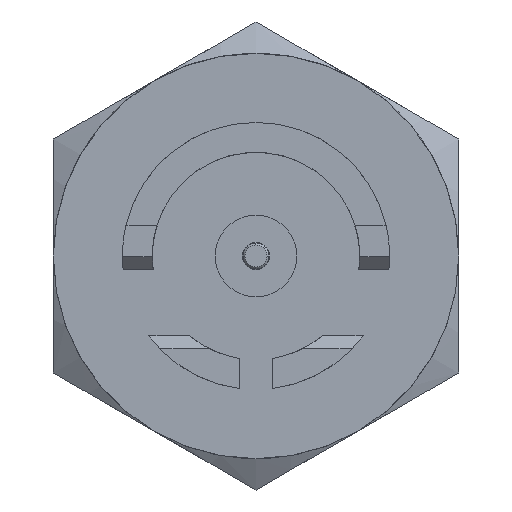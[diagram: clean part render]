
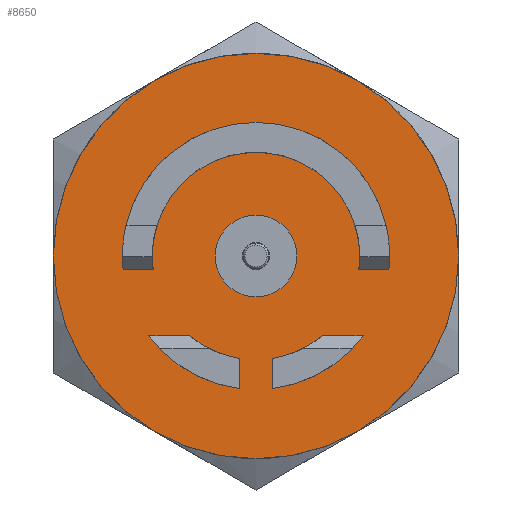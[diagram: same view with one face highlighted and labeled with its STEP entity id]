
A CAD part, left-side view. The second image highlights one B-rep face of the part: STEP entity #8650.
In plain terms, the highlighted planar face has unit normal (-1, 0, 0).
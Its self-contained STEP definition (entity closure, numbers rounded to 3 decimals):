
#1692=CARTESIAN_POINT('',(-1.016,0.,0.));
#1693=DIRECTION('',(-1.,0.,0.));
#1694=DIRECTION('',(0.,-1.,0.));
#1695=AXIS2_PLACEMENT_3D('',#1692,#1693,#1694);
#1697=CARTESIAN_POINT('',(-1.016,0.,0.));
#1698=DIRECTION('',(-1.,0.,0.));
#1699=DIRECTION('',(0.,1.,0.));
#1700=AXIS2_PLACEMENT_3D('',#1697,#1698,#1699);
#1702=DIRECTION('',(0.,0.,1.));
#1703=VECTOR('',#1702,1.18);
#1704=CARTESIAN_POINT('',(-1.016,-0.635,-5.194));
#1705=LINE('',#1704,#1703);
#1706=CARTESIAN_POINT('',(-1.016,0.,0.));
#1707=DIRECTION('',(-1.,0.,0.));
#1708=DIRECTION('',(0.,-0.121,-0.993));
#1709=AXIS2_PLACEMENT_3D('',#1706,#1707,#1708);
#1711=DIRECTION('',(0.,-1.,0.));
#1712=VECTOR('',#1711,1.598);
#1713=CARTESIAN_POINT('',(-1.016,-2.599,-3.124));
#1714=LINE('',#1713,#1712);
#1715=CARTESIAN_POINT('',(-1.016,0.,0.));
#1716=DIRECTION('',(1.,0.,0.));
#1717=DIRECTION('',(0.,-1.,0.));
#1718=AXIS2_PLACEMENT_3D('',#1715,#1716,#1717);
#1720=CARTESIAN_POINT('',(-1.016,0.,0.));
#1721=DIRECTION('',(1.,0.,0.));
#1722=DIRECTION('',(0.,1.,0.));
#1723=AXIS2_PLACEMENT_3D('',#1720,#1721,#1722);
#1725=DIRECTION('',(0.,1.,0.));
#1726=VECTOR('',#1725,1.176);
#1727=CARTESIAN_POINT('',(-1.016,4.029,-0.533));
#1728=LINE('',#1727,#1726);
#1729=DIRECTION('',(0.,1.,0.));
#1730=VECTOR('',#1729,1.176);
#1731=CARTESIAN_POINT('',(-1.016,-5.205,-0.533));
#1732=LINE('',#1731,#1730);
#1733=CARTESIAN_POINT('',(-1.016,0.,0.));
#1734=DIRECTION('',(-1.,0.,0.));
#1735=DIRECTION('',(0.,0.802,-0.597));
#1736=AXIS2_PLACEMENT_3D('',#1733,#1734,#1735);
#1738=DIRECTION('',(0.,0.,-1.));
#1739=VECTOR('',#1738,1.18);
#1740=CARTESIAN_POINT('',(-1.016,0.635,-4.014));
#1741=LINE('',#1740,#1739);
#1742=DIRECTION('',(0.,-1.,0.));
#1743=VECTOR('',#1742,1.598);
#1744=CARTESIAN_POINT('',(-1.016,4.197,-3.124));
#1745=LINE('',#1744,#1743);
#1755=CARTESIAN_POINT('',(-1.016,0.,0.));
#1756=DIRECTION('',(-1.,0.,0.));
#1757=DIRECTION('',(0.,-0.991,-0.131));
#1758=AXIS2_PLACEMENT_3D('',#1755,#1756,#1757);
#1801=CARTESIAN_POINT('',(-1.016,0.,0.));
#1802=DIRECTION('',(-1.,0.,0.));
#1803=DIRECTION('',(0.,0.64,-0.769));
#1804=AXIS2_PLACEMENT_3D('',#1801,#1802,#1803);
#1819=CARTESIAN_POINT('',(-1.016,0.,0.));
#1820=DIRECTION('',(-1.,0.,0.));
#1821=DIRECTION('',(0.,-0.156,-0.988));
#1822=AXIS2_PLACEMENT_3D('',#1819,#1820,#1821);
#1865=CARTESIAN_POINT('',(-1.016,0.,0.));
#1866=DIRECTION('',(1.,0.,0.));
#1867=DIRECTION('',(0.,0.995,-0.102));
#1868=AXIS2_PLACEMENT_3D('',#1865,#1866,#1867);
#2228=CARTESIAN_POINT('',(-1.016,4.197,-3.124));
#2229=CARTESIAN_POINT('',(-1.016,2.599,-3.124));
#2230=VERTEX_POINT('',#2228);
#2231=VERTEX_POINT('',#2229);
#2232=CARTESIAN_POINT('',(-1.016,-2.599,-3.124));
#2233=CARTESIAN_POINT('',(-1.016,-4.197,-3.124));
#2234=VERTEX_POINT('',#2232);
#2235=VERTEX_POINT('',#2233);
#2236=CARTESIAN_POINT('',(-1.016,-5.205,-0.533));
#2237=CARTESIAN_POINT('',(-1.016,-4.029,-0.533));
#2238=VERTEX_POINT('',#2236);
#2239=VERTEX_POINT('',#2237);
#2240=CARTESIAN_POINT('',(-1.016,4.029,-0.533));
#2241=CARTESIAN_POINT('',(-1.016,5.205,-0.533));
#2242=VERTEX_POINT('',#2240);
#2243=VERTEX_POINT('',#2241);
#2244=CARTESIAN_POINT('',(-1.016,0.635,-5.194));
#2246=VERTEX_POINT('',#2244);
#2248=CARTESIAN_POINT('',(-1.016,-0.635,-5.194));
#2250=VERTEX_POINT('',#2248);
#2256=CARTESIAN_POINT('',(-1.016,0.635,-4.014));
#2257=VERTEX_POINT('',#2256);
#2258=CARTESIAN_POINT('',(-1.016,-0.635,-4.014));
#2259=VERTEX_POINT('',#2258);
#2297=CARTESIAN_POINT('',(-1.016,1.6,0.));
#2298=CARTESIAN_POINT('',(-1.016,-1.6,0.));
#2299=VERTEX_POINT('',#2297);
#2300=VERTEX_POINT('',#2298);
#2344=CARTESIAN_POINT('',(-1.016,-7.938,0.));
#2345=CARTESIAN_POINT('',(-1.016,7.938,0.));
#2346=VERTEX_POINT('',#2344);
#2347=VERTEX_POINT('',#2345);
#8605=CARTESIAN_POINT('',(-1.016,0.,0.));
#8606=DIRECTION('',(1.,0.,0.));
#8607=DIRECTION('',(0.,-1.,0.));
#8608=AXIS2_PLACEMENT_3D('',#8605,#8606,#8607);
#8609=PLANE('',#8608);
#8610=ORIENTED_EDGE('',*,*,#8512,.T.);
#8611=ORIENTED_EDGE('',*,*,#8535,.T.);
#8612=EDGE_LOOP('',(#8610,#8611));
#8613=FACE_OUTER_BOUND('',#8612,.F.);
#8615=ORIENTED_EDGE('',*,*,#8614,.F.);
#8617=ORIENTED_EDGE('',*,*,#8616,.F.);
#8619=ORIENTED_EDGE('',*,*,#8618,.T.);
#8621=ORIENTED_EDGE('',*,*,#8620,.F.);
#8622=EDGE_LOOP('',(#8615,#8617,#8619,#8621));
#8623=FACE_BOUND('',#8622,.F.);
#8625=ORIENTED_EDGE('',*,*,#8624,.T.);
#8627=ORIENTED_EDGE('',*,*,#8626,.T.);
#8628=EDGE_LOOP('',(#8625,#8627));
#8629=FACE_BOUND('',#8628,.F.);
#8631=ORIENTED_EDGE('',*,*,#8630,.F.);
#8633=ORIENTED_EDGE('',*,*,#8632,.F.);
#8635=ORIENTED_EDGE('',*,*,#8634,.F.);
#8637=ORIENTED_EDGE('',*,*,#8636,.F.);
#8638=EDGE_LOOP('',(#8631,#8633,#8635,#8637));
#8639=FACE_BOUND('',#8638,.F.);
#8641=ORIENTED_EDGE('',*,*,#8640,.T.);
#8643=ORIENTED_EDGE('',*,*,#8642,.F.);
#8645=ORIENTED_EDGE('',*,*,#8644,.F.);
#8647=ORIENTED_EDGE('',*,*,#8646,.F.);
#8648=EDGE_LOOP('',(#8641,#8643,#8645,#8647));
#8649=FACE_BOUND('',#8648,.F.);
#1696=CIRCLE('',#1695,1.6);
#1701=CIRCLE('',#1700,1.6);
#1710=CIRCLE('',#1709,5.232);
#1719=CIRCLE('',#1718,7.938);
#1724=CIRCLE('',#1723,7.938);
#1737=CIRCLE('',#1736,5.232);
#1759=CIRCLE('',#1758,4.064);
#1805=CIRCLE('',#1804,4.064);
#1823=CIRCLE('',#1822,4.064);
#1869=CIRCLE('',#1868,5.232);
#8512=EDGE_CURVE('',#2346,#2347,#1719,.T.);
#8535=EDGE_CURVE('',#2347,#2346,#1724,.T.);
#8614=EDGE_CURVE('',#2259,#2234,#1823,.T.);
#8616=EDGE_CURVE('',#2250,#2259,#1705,.T.);
#8618=EDGE_CURVE('',#2250,#2235,#1710,.T.);
#8620=EDGE_CURVE('',#2234,#2235,#1714,.T.);
#8624=EDGE_CURVE('',#2300,#2299,#1696,.T.);
#8626=EDGE_CURVE('',#2299,#2300,#1701,.T.);
#8630=EDGE_CURVE('',#2242,#2243,#1728,.T.);
#8632=EDGE_CURVE('',#2239,#2242,#1759,.T.);
#8634=EDGE_CURVE('',#2238,#2239,#1732,.T.);
#8636=EDGE_CURVE('',#2243,#2238,#1869,.T.);
#8640=EDGE_CURVE('',#2230,#2246,#1737,.T.);
#8642=EDGE_CURVE('',#2257,#2246,#1741,.T.);
#8644=EDGE_CURVE('',#2231,#2257,#1805,.T.);
#8646=EDGE_CURVE('',#2230,#2231,#1745,.T.);
#8650=ADVANCED_FACE('',(#8613,#8623,#8629,#8639,#8649),#8609,.F.);
